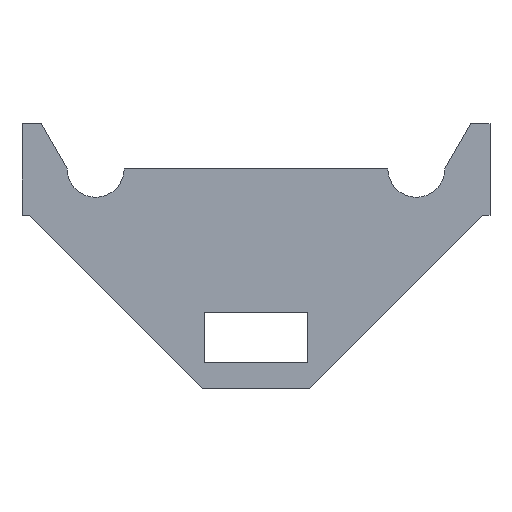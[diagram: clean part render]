
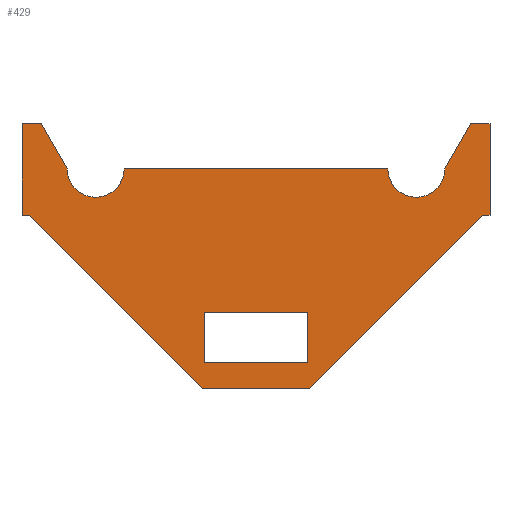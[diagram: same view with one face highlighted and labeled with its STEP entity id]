
A CAD part, top view. The second image highlights one B-rep face of the part: STEP entity #429.
In plain terms, the highlighted planar face has unit normal (0, 0, 1).
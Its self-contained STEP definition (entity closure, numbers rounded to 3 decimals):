
#20=FACE_BOUND('',#60,.T.);
#25=CIRCLE('',#468,2.);
#26=CIRCLE('',#469,2.);
#35=FACE_OUTER_BOUND('',#59,.T.);
#59=EDGE_LOOP('',(#300,#301,#302,#303,#304,#305,#306,#307,#308,#309,#310,
#311,#312,#313));
#60=EDGE_LOOP('',(#314,#315,#316,#317));
#83=LINE('',#614,#135);
#87=LINE('',#624,#139);
#92=LINE('',#633,#144);
#93=LINE('',#637,#145);
#94=LINE('',#639,#146);
#95=LINE('',#641,#147);
#96=LINE('',#643,#148);
#97=LINE('',#645,#149);
#98=LINE('',#647,#150);
#99=LINE('',#649,#151);
#100=LINE('',#653,#152);
#101=LINE('',#657,#153);
#102=LINE('',#659,#154);
#103=LINE('',#661,#155);
#104=LINE('',#662,#156);
#105=LINE('',#663,#157);
#135=VECTOR('',#498,1000.);
#139=VECTOR('',#506,10.);
#144=VECTOR('',#513,10.);
#145=VECTOR('',#516,1000.);
#146=VECTOR('',#517,1000.);
#147=VECTOR('',#518,1000.);
#148=VECTOR('',#519,10.);
#149=VECTOR('',#520,1000.);
#150=VECTOR('',#521,1000.);
#151=VECTOR('',#522,1000.);
#152=VECTOR('',#525,1000.);
#153=VECTOR('',#528,1000.);
#154=VECTOR('',#529,1000.);
#155=VECTOR('',#530,1000.);
#156=VECTOR('',#531,10.);
#157=VECTOR('',#532,10.);
#187=VERTEX_POINT('',#612);
#188=VERTEX_POINT('',#613);
#192=VERTEX_POINT('',#623);
#195=VERTEX_POINT('',#631);
#196=VERTEX_POINT('',#635);
#197=VERTEX_POINT('',#636);
#198=VERTEX_POINT('',#638);
#199=VERTEX_POINT('',#640);
#200=VERTEX_POINT('',#642);
#201=VERTEX_POINT('',#644);
#202=VERTEX_POINT('',#646);
#203=VERTEX_POINT('',#648);
#204=VERTEX_POINT('',#650);
#205=VERTEX_POINT('',#652);
#206=VERTEX_POINT('',#654);
#207=VERTEX_POINT('',#656);
#208=VERTEX_POINT('',#658);
#209=VERTEX_POINT('',#660);
#227=EDGE_CURVE('',#187,#188,#83,.T.);
#232=EDGE_CURVE('',#192,#188,#87,.T.);
#237=EDGE_CURVE('',#187,#195,#92,.T.);
#238=EDGE_CURVE('',#196,#197,#93,.T.);
#239=EDGE_CURVE('',#198,#197,#94,.T.);
#240=EDGE_CURVE('',#199,#198,#95,.T.);
#241=EDGE_CURVE('',#199,#200,#96,.T.);
#242=EDGE_CURVE('',#200,#201,#97,.T.);
#243=EDGE_CURVE('',#201,#202,#98,.T.);
#244=EDGE_CURVE('',#202,#203,#99,.T.);
#245=EDGE_CURVE('',#203,#204,#25,.T.);
#246=EDGE_CURVE('',#205,#204,#100,.T.);
#247=EDGE_CURVE('',#206,#205,#26,.F.);
#248=EDGE_CURVE('',#207,#206,#101,.T.);
#249=EDGE_CURVE('',#207,#208,#102,.T.);
#250=EDGE_CURVE('',#209,#208,#103,.T.);
#251=EDGE_CURVE('',#209,#196,#104,.T.);
#252=EDGE_CURVE('',#195,#192,#105,.T.);
#300=ORIENTED_EDGE('',*,*,#238,.T.);
#301=ORIENTED_EDGE('',*,*,#239,.F.);
#302=ORIENTED_EDGE('',*,*,#240,.F.);
#303=ORIENTED_EDGE('',*,*,#241,.T.);
#304=ORIENTED_EDGE('',*,*,#242,.T.);
#305=ORIENTED_EDGE('',*,*,#243,.T.);
#306=ORIENTED_EDGE('',*,*,#244,.T.);
#307=ORIENTED_EDGE('',*,*,#245,.T.);
#308=ORIENTED_EDGE('',*,*,#246,.F.);
#309=ORIENTED_EDGE('',*,*,#247,.F.);
#310=ORIENTED_EDGE('',*,*,#248,.F.);
#311=ORIENTED_EDGE('',*,*,#249,.T.);
#312=ORIENTED_EDGE('',*,*,#250,.F.);
#313=ORIENTED_EDGE('',*,*,#251,.T.);
#314=ORIENTED_EDGE('',*,*,#237,.T.);
#315=ORIENTED_EDGE('',*,*,#252,.T.);
#316=ORIENTED_EDGE('',*,*,#232,.T.);
#317=ORIENTED_EDGE('',*,*,#227,.F.);
#410=PLANE('',#467);
#429=ADVANCED_FACE('',(#35,#20),#410,.F.);
#467=AXIS2_PLACEMENT_3D('',#634,#514,#515);
#468=AXIS2_PLACEMENT_3D('',#651,#523,#524);
#469=AXIS2_PLACEMENT_3D('',#655,#526,#527);
#498=DIRECTION('',(-1.,0.,0.));
#506=DIRECTION('',(0.,1.,0.));
#513=DIRECTION('',(0.,-1.,0.));
#514=DIRECTION('center_axis',(0.,0.,-1.));
#515=DIRECTION('ref_axis',(0.,1.,0.));
#516=DIRECTION('',(0.707,-0.707,0.));
#517=DIRECTION('',(-1.,0.,0.));
#518=DIRECTION('',(-0.707,-0.707,0.));
#519=DIRECTION('',(1.,0.,0.));
#520=DIRECTION('',(0.,1.,0.));
#521=DIRECTION('',(-1.,0.,0.));
#522=DIRECTION('',(-0.5,-0.866,0.));
#523=DIRECTION('center_axis',(0.,0.,-1.));
#524=DIRECTION('ref_axis',(0.,1.,0.));
#525=DIRECTION('',(1.,0.,0.));
#526=DIRECTION('center_axis',(0.,0.,-1.));
#527=DIRECTION('ref_axis',(0.,1.,0.));
#528=DIRECTION('',(0.5,-0.866,0.));
#529=DIRECTION('',(-1.,0.,0.));
#530=DIRECTION('',(0.,1.,0.));
#531=DIRECTION('',(1.,0.,0.));
#532=DIRECTION('',(-1.,0.,0.));
#612=CARTESIAN_POINT('',(3.65,2.597,3.));
#613=CARTESIAN_POINT('',(-3.65,2.597,3.));
#614=CARTESIAN_POINT('',(25.4,2.597,3.));
#623=CARTESIAN_POINT('',(-3.65,-0.903,3.));
#624=CARTESIAN_POINT('',(-3.65,3.642,3.));
#631=CARTESIAN_POINT('',(3.65,-0.903,3.));
#633=CARTESIAN_POINT('',(3.65,3.642,3.));
#634=CARTESIAN_POINT('Origin',(25.4,6.188,3.));
#635=CARTESIAN_POINT('',(-15.875,9.434,3.));
#636=CARTESIAN_POINT('',(-3.728,-2.713,3.));
#637=CARTESIAN_POINT('',(3.692,-10.133,3.));
#638=CARTESIAN_POINT('',(3.728,-2.713,3.));
#639=CARTESIAN_POINT('',(25.4,-2.713,3.));
#640=CARTESIAN_POINT('',(15.875,9.434,3.));
#641=CARTESIAN_POINT('',(21.708,15.267,3.));
#642=CARTESIAN_POINT('',(16.428,9.434,3.));
#643=CARTESIAN_POINT('',(4.486,9.434,3.));
#644=CARTESIAN_POINT('',(16.428,15.875,3.));
#645=CARTESIAN_POINT('',(16.428,1.588,3.));
#646=CARTESIAN_POINT('',(15.086,15.875,3.));
#647=CARTESIAN_POINT('',(25.4,15.875,3.));
#648=CARTESIAN_POINT('',(13.253,12.7,3.));
#649=CARTESIAN_POINT('',(11.478,9.625,3.));
#650=CARTESIAN_POINT('',(9.253,12.7,3.));
#651=CARTESIAN_POINT('Origin',(11.253,12.7,3.));
#652=CARTESIAN_POINT('',(-9.253,12.7,3.));
#653=CARTESIAN_POINT('',(25.4,12.7,3.));
#654=CARTESIAN_POINT('',(-13.253,12.7,3.));
#655=CARTESIAN_POINT('Origin',(-11.253,12.7,3.));
#656=CARTESIAN_POINT('',(-15.086,15.875,3.));
#657=CARTESIAN_POINT('',(1.222,-12.372,3.));
#658=CARTESIAN_POINT('',(-16.428,15.875,3.));
#659=CARTESIAN_POINT('',(25.4,15.875,3.));
#660=CARTESIAN_POINT('',(-16.428,9.434,3.));
#661=CARTESIAN_POINT('',(-16.428,1.588,3.));
#662=CARTESIAN_POINT('',(4.486,9.434,3.));
#663=CARTESIAN_POINT('',(14.45,-0.903,3.));
